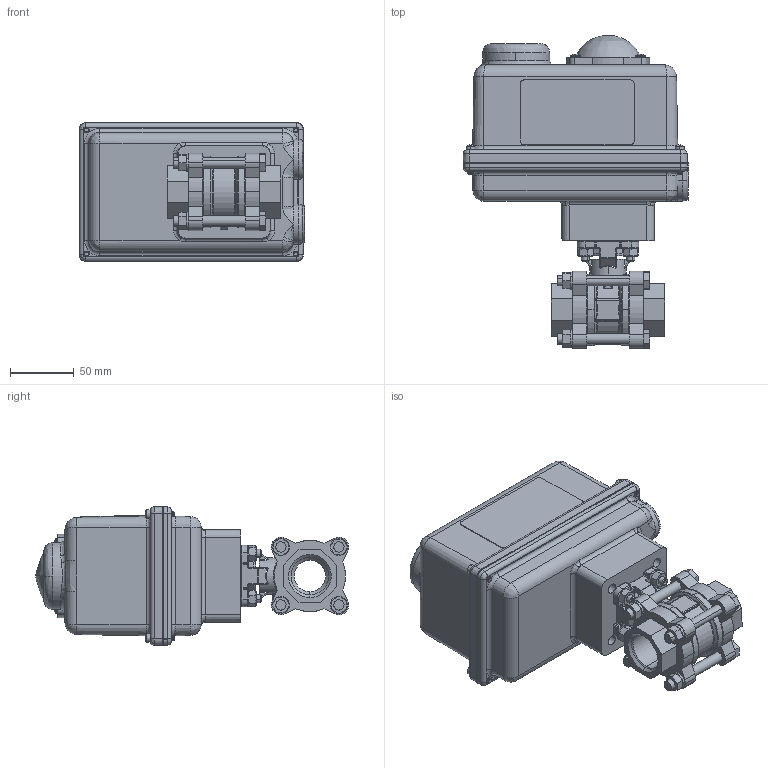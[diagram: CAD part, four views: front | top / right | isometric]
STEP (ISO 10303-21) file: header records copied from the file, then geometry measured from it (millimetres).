
FILE_DESCRIPTION (( 'STEP AP203' ), '1' );
FILE_NAME ('8700-100F_ER-2.STEP', '2017-11-13T21:18:50', ( '' ), ( '' ), 'SwSTEP 2.0', 'SolidWorks 2014', '' );
FILE_SCHEMA (( 'CONFIG_CONTROL_DESIGN' ));
Length unit declared in the file: inch
Products named in the file (1): 8700-100F_ER-2
Bounding box: 176.31 x 244.81 x 108.29 mm (x, y, z)
Surface area: 145817.8 mm2 (no closed solid volume)
Topology: 0 solids, 38 shells, 972 faces, 2982 edges, 2007 vertices
Faces by surface type: plane 349, cylinder 308, bspline 126, cone 108, torus 60, sphere 21
Entity records: 50848 total; most frequent: CARTESIAN_POINT 26617, ORIENTED_EDGE 5012, DIRECTION 4515, EDGE_CURVE 2964, VERTEX_POINT 2007, AXIS2_PLACEMENT_3D 1653, LINE 1209, VECTOR 1209
